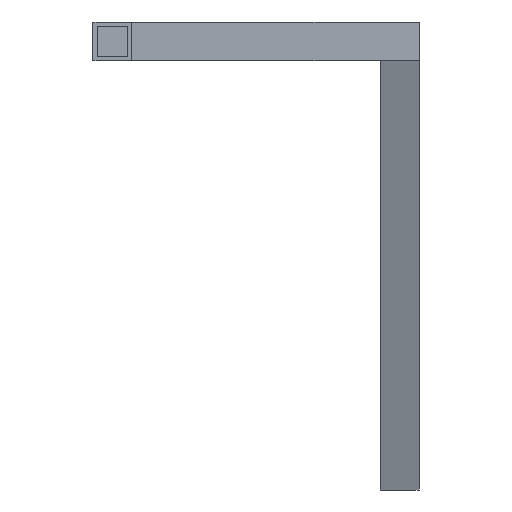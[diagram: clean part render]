
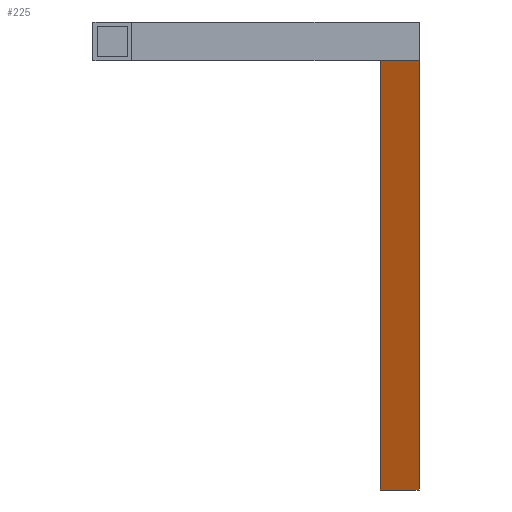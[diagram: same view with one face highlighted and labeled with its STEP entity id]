
A CAD part, left-side view. The second image highlights one B-rep face of the part: STEP entity #225.
In plain terms, the highlighted planar face has unit normal (-0.94, 0, -0.342).
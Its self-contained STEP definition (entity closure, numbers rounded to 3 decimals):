
#2 = DIRECTION ( 'NONE',  ( 0., 1., 0. ) ) ;
#31 = EDGE_CURVE ( 'NONE', #116, #886, #862, .T. ) ;
#46 = CARTESIAN_POINT ( 'NONE',  ( 193.331, -150., -9.525 ) ) ;
#49 = DIRECTION ( 'NONE',  ( 0.342, 0., -0.94 ) ) ;
#116 = VERTEX_POINT ( 'NONE', #46 ) ;
#155 = VERTEX_POINT ( 'NONE', #915 ) ;
#225 = ADVANCED_FACE ( 'NONE', ( #780 ), #693, .T. ) ;
#229 = LINE ( 'NONE', #242, #276 ) ;
#238 = DIRECTION ( 'NONE',  ( 0.342, 0., -0.94 ) ) ;
#242 = CARTESIAN_POINT ( 'NONE',  ( 188.506, -150., 3.73 ) ) ;
#276 = VECTOR ( 'NONE', #238, 1000. ) ;
#309 = EDGE_CURVE ( 'NONE', #762, #155, #859, .T. ) ;
#336 = CARTESIAN_POINT ( 'NONE',  ( 269.714, -130.95, -219.387 ) ) ;
#348 = DIRECTION ( 'NONE',  ( -0.94, 0., -0.342 ) ) ;
#417 = VECTOR ( 'NONE', #866, 1000. ) ;
#420 = ORIENTED_EDGE ( 'NONE', *, *, #31, .T. ) ;
#443 = AXIS2_PLACEMENT_3D ( 'NONE', #884, #348, #964 ) ;
#552 = VECTOR ( 'NONE', #49, 1000. ) ;
#589 = CARTESIAN_POINT ( 'NONE',  ( 188.506, -130.95, 3.73 ) ) ;
#610 = ORIENTED_EDGE ( 'NONE', *, *, #1054, .F. ) ;
#612 = CARTESIAN_POINT ( 'NONE',  ( 269.714, -130.95, -219.387 ) ) ;
#616 = EDGE_CURVE ( 'NONE', #886, #762, #827, .T. ) ;
#652 = CARTESIAN_POINT ( 'NONE',  ( 193.331, -130.95, -9.525 ) ) ;
#693 = PLANE ( 'NONE',  #443 ) ;
#698 = ORIENTED_EDGE ( 'NONE', *, *, #616, .T. ) ;
#703 = EDGE_LOOP ( 'NONE', ( #420, #698, #973, #610 ) ) ;
#762 = VERTEX_POINT ( 'NONE', #612 ) ;
#780 = FACE_OUTER_BOUND ( 'NONE', #703, .T. ) ;
#827 = LINE ( 'NONE', #589, #552 ) ;
#859 = LINE ( 'NONE', #336, #417 ) ;
#862 = LINE ( 'NONE', #937, #1071 ) ;
#866 = DIRECTION ( 'NONE',  ( 0., -1., 0. ) ) ;
#884 = CARTESIAN_POINT ( 'NONE',  ( 188.506, -130.95, 3.73 ) ) ;
#886 = VERTEX_POINT ( 'NONE', #652 ) ;
#915 = CARTESIAN_POINT ( 'NONE',  ( 269.714, -150., -219.387 ) ) ;
#937 = CARTESIAN_POINT ( 'NONE',  ( 193.331, -130.95, -9.525 ) ) ;
#964 = DIRECTION ( 'NONE',  ( 0.342, 0., -0.94 ) ) ;
#973 = ORIENTED_EDGE ( 'NONE', *, *, #309, .T. ) ;
#1054 = EDGE_CURVE ( 'NONE', #116, #155, #229, .T. ) ;
#1071 = VECTOR ( 'NONE', #2, 1000. ) ;
